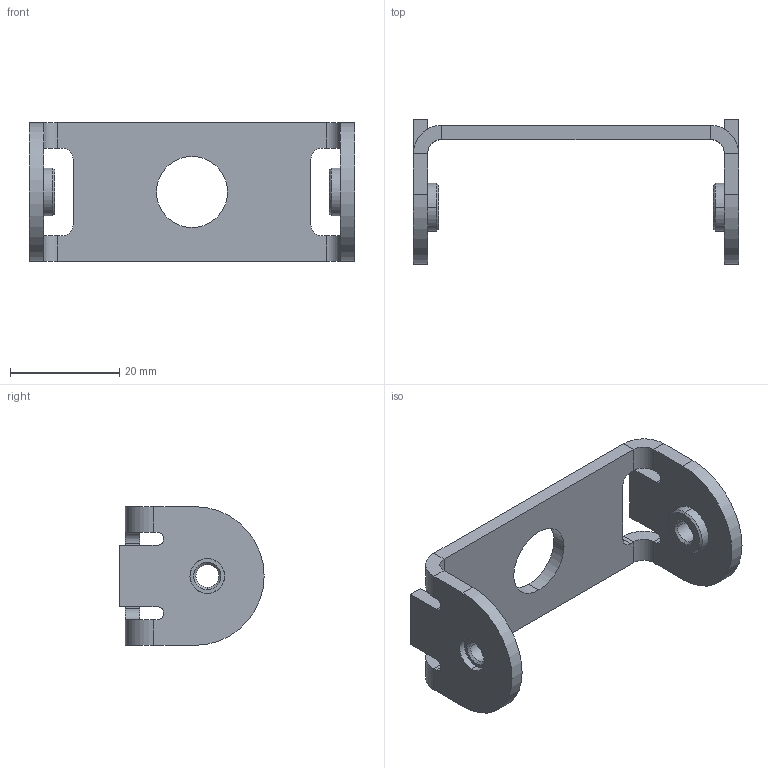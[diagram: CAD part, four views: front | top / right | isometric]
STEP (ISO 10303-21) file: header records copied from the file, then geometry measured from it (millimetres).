
FILE_DESCRIPTION((''),'2;1');
FILE_NAME('200417_ASM','2017-07-07T',('PDMAdmin'),('BANNER ENGINEERING'),'CREO PARAMETRIC BY PTC INC, 2016260','CREO PARAMETRIC BY PTC INC, 2016260','');
FILE_SCHEMA(('CONFIG_CONTROL_DESIGN'));
Length unit declared in the file: millimetre
Products named in the file (4): 200418; SP-M5-2_PEM_INSERT; 200418_ASM; 200417_ASM
Assembly tree (4 placements, depth 3):
  200417_ASM
    200418_ASM
      200418
      SP-M5-2_PEM_INSERT  x2
Bounding box: 59.5 x 26.4 x 25.4 mm (x, y, z)
Volume: 5682.9 mm3; surface area: 5869.8 mm2
Topology: 3 solids, 5 shells, 104 faces, 262 edges, 164 vertices
Faces by surface type: plane 44, cylinder 44, cone 16
Entity records: 2620 total; most frequent: DIRECTION 482, CARTESIAN_POINT 431, ORIENTED_EDGE 408, EDGE_CURVE 208, AXIS2_PLACEMENT_3D 179, VERTEX_POINT 128, VECTOR 124, LINE 124
